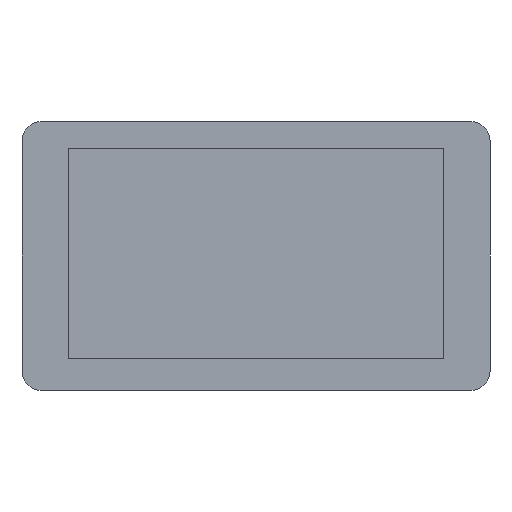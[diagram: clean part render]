
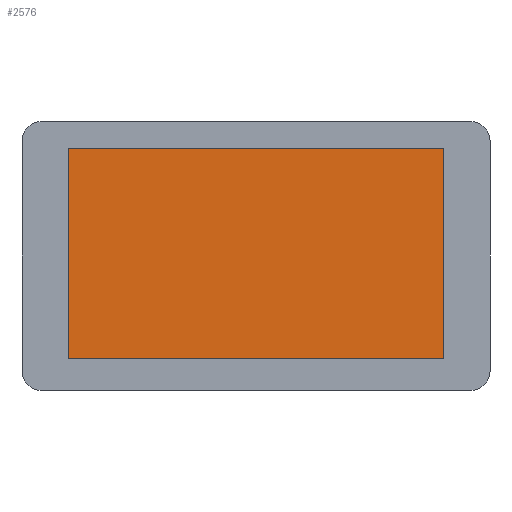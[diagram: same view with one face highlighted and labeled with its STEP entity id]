
A CAD part, front view. The second image highlights one B-rep face of the part: STEP entity #2576.
In plain terms, the highlighted planar face has unit normal (0, -1, 0).
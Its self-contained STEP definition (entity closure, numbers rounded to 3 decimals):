
#2457 = VERTEX_POINT('',#2458);
#2458 = CARTESIAN_POINT('',(-77.44,0.,44.37));
#2475 = VERTEX_POINT('',#2476);
#2476 = CARTESIAN_POINT('',(77.44,0.,44.37));
#2482 = EDGE_CURVE('',#2457,#2475,#2483,.T.);
#2483 = LINE('',#2484,#2485);
#2484 = CARTESIAN_POINT('',(-77.44,0.,44.37));
#2485 = VECTOR('',#2486,1.);
#2486 = DIRECTION('',(1.,0.,0.));
#2506 = VERTEX_POINT('',#2507);
#2507 = CARTESIAN_POINT('',(77.44,0.,-42.35));
#2513 = EDGE_CURVE('',#2475,#2506,#2514,.T.);
#2514 = LINE('',#2515,#2516);
#2515 = CARTESIAN_POINT('',(77.44,0.,44.37));
#2516 = VECTOR('',#2517,1.);
#2517 = DIRECTION('',(0.,0.,-1.));
#2537 = VERTEX_POINT('',#2538);
#2538 = CARTESIAN_POINT('',(-77.44,0.,-42.35));
#2544 = EDGE_CURVE('',#2506,#2537,#2545,.T.);
#2545 = LINE('',#2546,#2547);
#2546 = CARTESIAN_POINT('',(77.44,0.,-42.35));
#2547 = VECTOR('',#2548,1.);
#2548 = DIRECTION('',(-1.,0.,0.));
#2566 = EDGE_CURVE('',#2537,#2457,#2567,.T.);
#2567 = LINE('',#2568,#2569);
#2568 = CARTESIAN_POINT('',(-77.44,0.,-42.35));
#2569 = VECTOR('',#2570,1.);
#2570 = DIRECTION('',(0.,0.,1.));
#2576 = ADVANCED_FACE('',(#2577),#2583,.F.);
#2577 = FACE_BOUND('',#2578,.F.);
#2578 = EDGE_LOOP('',(#2579,#2580,#2581,#2582));
#2579 = ORIENTED_EDGE('',*,*,#2482,.T.);
#2580 = ORIENTED_EDGE('',*,*,#2513,.T.);
#2581 = ORIENTED_EDGE('',*,*,#2544,.T.);
#2582 = ORIENTED_EDGE('',*,*,#2566,.T.);
#2583 = PLANE('',#2584);
#2584 = AXIS2_PLACEMENT_3D('',#2585,#2586,#2587);
#2585 = CARTESIAN_POINT('',(0.,0.,1.01));
#2586 = DIRECTION('',(0.,1.,0.));
#2587 = DIRECTION('',(0.,0.,1.));
